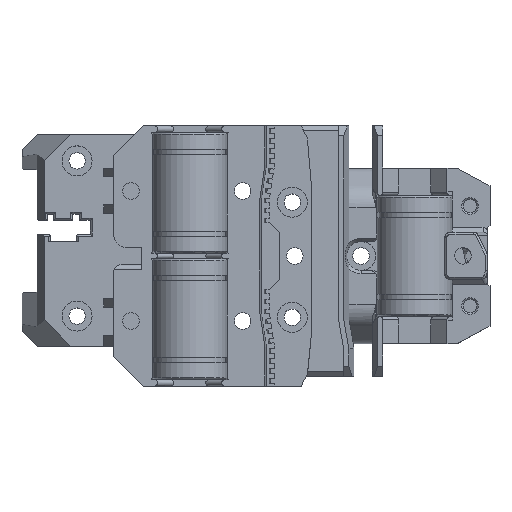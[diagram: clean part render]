
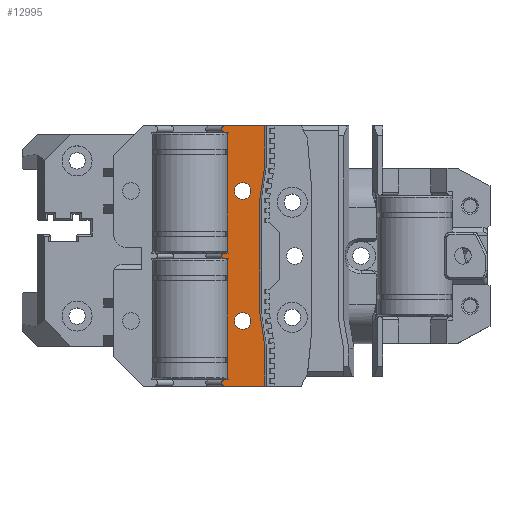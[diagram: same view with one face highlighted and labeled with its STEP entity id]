
A CAD part, top view. The second image highlights one B-rep face of the part: STEP entity #12995.
In plain terms, the highlighted planar face has unit normal (0, 0, 1).
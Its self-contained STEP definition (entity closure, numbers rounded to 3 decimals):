
#343=FACE_BOUND('',#1526,.T.);
#344=FACE_BOUND('',#1527,.T.);
#473=CIRCLE('',#13834,0.5);
#474=CIRCLE('',#13835,0.65);
#475=CIRCLE('',#13836,0.65);
#476=CIRCLE('',#13837,1.65);
#477=CIRCLE('',#13838,1.65);
#771=FACE_OUTER_BOUND('',#1525,.T.);
#1525=EDGE_LOOP('',(#9156,#9157,#9158,#9159,#9160,#9161,#9162,#9163,#9164,
#9165,#9166,#9167,#9168,#9169,#9170,#9171,#9172,#9173,#9174,#9175));
#1526=EDGE_LOOP('',(#9176));
#1527=EDGE_LOOP('',(#9177));
#2491=LINE('',#19261,#4037);
#2492=LINE('',#19263,#4038);
#2493=LINE('',#19265,#4039);
#2494=LINE('',#19267,#4040);
#2495=LINE('',#19269,#4041);
#2496=LINE('',#19273,#4042);
#2497=LINE('',#19275,#4043);
#2498=LINE('',#19277,#4044);
#2499=LINE('',#19279,#4045);
#2500=LINE('',#19281,#4046);
#2501=LINE('',#19283,#4047);
#2502=LINE('',#19285,#4048);
#2503=LINE('',#19289,#4049);
#2504=LINE('',#19291,#4050);
#2505=LINE('',#19293,#4051);
#2506=LINE('',#19295,#4052);
#2507=LINE('',#19296,#4053);
#4037=VECTOR('',#15397,10.);
#4038=VECTOR('',#15398,10.);
#4039=VECTOR('',#15399,10.);
#4040=VECTOR('',#15400,10.);
#4041=VECTOR('',#15401,10.);
#4042=VECTOR('',#15404,10.);
#4043=VECTOR('',#15405,10.);
#4044=VECTOR('',#15406,10.);
#4045=VECTOR('',#15407,10.);
#4046=VECTOR('',#15408,10.);
#4047=VECTOR('',#15409,10.);
#4048=VECTOR('',#15410,10.);
#4049=VECTOR('',#15413,10.);
#4050=VECTOR('',#15414,10.);
#4051=VECTOR('',#15415,10.);
#4052=VECTOR('',#15416,10.);
#4053=VECTOR('',#15417,10.);
#5536=VERTEX_POINT('',#19257);
#5537=VERTEX_POINT('',#19258);
#5538=VERTEX_POINT('',#19260);
#5539=VERTEX_POINT('',#19262);
#5540=VERTEX_POINT('',#19264);
#5541=VERTEX_POINT('',#19266);
#5542=VERTEX_POINT('',#19268);
#5543=VERTEX_POINT('',#19270);
#5544=VERTEX_POINT('',#19272);
#5545=VERTEX_POINT('',#19274);
#5546=VERTEX_POINT('',#19276);
#5547=VERTEX_POINT('',#19278);
#5548=VERTEX_POINT('',#19280);
#5549=VERTEX_POINT('',#19282);
#5550=VERTEX_POINT('',#19284);
#5551=VERTEX_POINT('',#19286);
#5552=VERTEX_POINT('',#19288);
#5553=VERTEX_POINT('',#19290);
#5554=VERTEX_POINT('',#19292);
#5555=VERTEX_POINT('',#19294);
#5556=VERTEX_POINT('',#19297);
#5557=VERTEX_POINT('',#19299);
#6907=EDGE_CURVE('',#5536,#5537,#473,.T.);
#6908=EDGE_CURVE('',#5536,#5538,#2491,.T.);
#6909=EDGE_CURVE('',#5538,#5539,#2492,.T.);
#6910=EDGE_CURVE('',#5539,#5540,#2493,.T.);
#6911=EDGE_CURVE('',#5540,#5541,#2494,.T.);
#6912=EDGE_CURVE('',#5541,#5542,#2495,.T.);
#6913=EDGE_CURVE('',#5543,#5542,#474,.T.);
#6914=EDGE_CURVE('',#5543,#5544,#2496,.T.);
#6915=EDGE_CURVE('',#5545,#5544,#2497,.T.);
#6916=EDGE_CURVE('',#5546,#5545,#2498,.T.);
#6917=EDGE_CURVE('',#5547,#5546,#2499,.T.);
#6918=EDGE_CURVE('',#5548,#5547,#2500,.T.);
#6919=EDGE_CURVE('',#5549,#5548,#2501,.T.);
#6920=EDGE_CURVE('',#5549,#5550,#2502,.T.);
#6921=EDGE_CURVE('',#5551,#5550,#475,.T.);
#6922=EDGE_CURVE('',#5551,#5552,#2503,.T.);
#6923=EDGE_CURVE('',#5552,#5553,#2504,.T.);
#6924=EDGE_CURVE('',#5553,#5554,#2505,.T.);
#6925=EDGE_CURVE('',#5554,#5555,#2506,.T.);
#6926=EDGE_CURVE('',#5537,#5555,#2507,.T.);
#6927=EDGE_CURVE('',#5556,#5556,#476,.T.);
#6928=EDGE_CURVE('',#5557,#5557,#477,.T.);
#9156=ORIENTED_EDGE('',*,*,#6907,.F.);
#9157=ORIENTED_EDGE('',*,*,#6908,.T.);
#9158=ORIENTED_EDGE('',*,*,#6909,.T.);
#9159=ORIENTED_EDGE('',*,*,#6910,.T.);
#9160=ORIENTED_EDGE('',*,*,#6911,.T.);
#9161=ORIENTED_EDGE('',*,*,#6912,.T.);
#9162=ORIENTED_EDGE('',*,*,#6913,.F.);
#9163=ORIENTED_EDGE('',*,*,#6914,.T.);
#9164=ORIENTED_EDGE('',*,*,#6915,.F.);
#9165=ORIENTED_EDGE('',*,*,#6916,.F.);
#9166=ORIENTED_EDGE('',*,*,#6917,.F.);
#9167=ORIENTED_EDGE('',*,*,#6918,.F.);
#9168=ORIENTED_EDGE('',*,*,#6919,.F.);
#9169=ORIENTED_EDGE('',*,*,#6920,.T.);
#9170=ORIENTED_EDGE('',*,*,#6921,.F.);
#9171=ORIENTED_EDGE('',*,*,#6922,.T.);
#9172=ORIENTED_EDGE('',*,*,#6923,.T.);
#9173=ORIENTED_EDGE('',*,*,#6924,.T.);
#9174=ORIENTED_EDGE('',*,*,#6925,.T.);
#9175=ORIENTED_EDGE('',*,*,#6926,.F.);
#9176=ORIENTED_EDGE('',*,*,#6927,.T.);
#9177=ORIENTED_EDGE('',*,*,#6928,.T.);
#12390=PLANE('',#13833);
#12995=ADVANCED_FACE('',(#771,#343,#344),#12390,.T.);
#13833=AXIS2_PLACEMENT_3D('',#19256,#15393,#15394);
#13834=AXIS2_PLACEMENT_3D('',#19259,#15395,#15396);
#13835=AXIS2_PLACEMENT_3D('',#19271,#15402,#15403);
#13836=AXIS2_PLACEMENT_3D('',#19287,#15411,#15412);
#13837=AXIS2_PLACEMENT_3D('',#19298,#15418,#15419);
#13838=AXIS2_PLACEMENT_3D('',#19300,#15420,#15421);
#15393=DIRECTION('center_axis',(0.,0.,1.));
#15394=DIRECTION('ref_axis',(1.,0.,0.));
#15395=DIRECTION('center_axis',(0.,0.,-1.));
#15396=DIRECTION('ref_axis',(-0.707,-0.707,0.));
#15397=DIRECTION('',(1.,0.,0.));
#15398=DIRECTION('',(-0.342,-0.94,0.));
#15399=DIRECTION('',(0.,-1.,0.));
#15400=DIRECTION('',(0.342,-0.94,0.));
#15401=DIRECTION('',(-1.,0.,0.));
#15402=DIRECTION('center_axis',(0.,0.,-1.));
#15403=DIRECTION('ref_axis',(-0.707,-0.707,0.));
#15404=DIRECTION('',(1.,0.,0.));
#15405=DIRECTION('',(0.,-1.,0.));
#15406=DIRECTION('',(0.146,-0.989,0.));
#15407=DIRECTION('',(0.,-1.,0.));
#15408=DIRECTION('',(-0.146,-0.989,0.));
#15409=DIRECTION('',(0.,-1.,0.));
#15410=DIRECTION('',(-1.,0.,0.));
#15411=DIRECTION('center_axis',(0.,0.,-1.));
#15412=DIRECTION('ref_axis',(-0.707,-0.707,0.));
#15413=DIRECTION('',(1.,0.,0.));
#15414=DIRECTION('',(-0.342,-0.94,0.));
#15415=DIRECTION('',(0.,-1.,0.));
#15416=DIRECTION('',(0.342,-0.94,0.));
#15417=DIRECTION('',(1.,0.,0.));
#15418=DIRECTION('center_axis',(0.,0.,-1.));
#15419=DIRECTION('ref_axis',(-1.,0.,0.));
#15420=DIRECTION('center_axis',(0.,0.,-1.));
#15421=DIRECTION('ref_axis',(-1.,0.,0.));
#19256=CARTESIAN_POINT('Origin',(51.4,26.,14.4));
#19257=CARTESIAN_POINT('',(35.9,25.5,14.4));
#19258=CARTESIAN_POINT('',(35.9,26.5,14.4));
#19259=CARTESIAN_POINT('Origin',(35.9,26.,14.4));
#19260=CARTESIAN_POINT('',(36.664,25.5,14.4));
#19261=CARTESIAN_POINT('',(40.2,25.5,14.4));
#19262=CARTESIAN_POINT('',(36.5,25.05,14.4));
#19263=CARTESIAN_POINT('',(37.524,27.864,14.4));
#19264=CARTESIAN_POINT('',(36.5,1.75,14.4));
#19265=CARTESIAN_POINT('',(36.5,26.,14.4));
#19266=CARTESIAN_POINT('',(36.664,1.3,14.4));
#19267=CARTESIAN_POINT('',(33.475,10.062,14.4));
#19268=CARTESIAN_POINT('',(36.05,1.3,14.4));
#19269=CARTESIAN_POINT('',(40.2,1.3,14.4));
#19270=CARTESIAN_POINT('',(36.05,0.,14.4));
#19271=CARTESIAN_POINT('Origin',(36.05,0.65,14.4));
#19272=CARTESIAN_POINT('',(44.02,0.,14.4));
#19273=CARTESIAN_POINT('',(0.,0.,14.4));
#19274=CARTESIAN_POINT('',(44.02,7.861,14.4));
#19275=CARTESIAN_POINT('',(44.02,16.941,14.4));
#19276=CARTESIAN_POINT('',(43.,14.773,14.4));
#19277=CARTESIAN_POINT('',(42.28,19.649,14.4));
#19278=CARTESIAN_POINT('',(43.,37.227,14.4));
#19279=CARTESIAN_POINT('',(43.,26.,14.4));
#19280=CARTESIAN_POINT('',(44.02,44.139,14.4));
#19281=CARTESIAN_POINT('',(42.28,32.351,14.4));
#19282=CARTESIAN_POINT('',(44.02,52.,14.4));
#19283=CARTESIAN_POINT('',(44.02,35.059,14.4));
#19284=CARTESIAN_POINT('',(36.05,52.,14.4));
#19285=CARTESIAN_POINT('',(89.,52.,14.4));
#19286=CARTESIAN_POINT('',(36.05,50.7,14.4));
#19287=CARTESIAN_POINT('Origin',(36.05,51.35,14.4));
#19288=CARTESIAN_POINT('',(36.664,50.7,14.4));
#19289=CARTESIAN_POINT('',(40.2,50.7,14.4));
#19290=CARTESIAN_POINT('',(36.5,50.25,14.4));
#19291=CARTESIAN_POINT('',(33.475,41.938,14.4));
#19292=CARTESIAN_POINT('',(36.5,26.95,14.4));
#19293=CARTESIAN_POINT('',(36.5,26.,14.4));
#19294=CARTESIAN_POINT('',(36.664,26.5,14.4));
#19295=CARTESIAN_POINT('',(37.524,24.136,14.4));
#19296=CARTESIAN_POINT('',(52.3,26.5,14.4));
#19297=CARTESIAN_POINT('',(41.25,13.,14.4));
#19298=CARTESIAN_POINT('Origin',(39.6,13.,14.4));
#19299=CARTESIAN_POINT('',(41.25,39.,14.4));
#19300=CARTESIAN_POINT('Origin',(39.6,39.,14.4));
